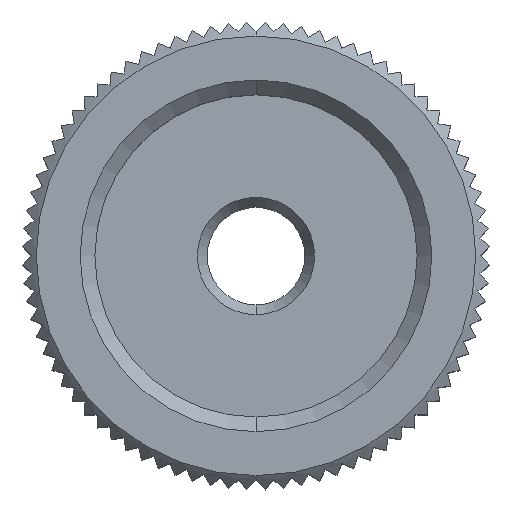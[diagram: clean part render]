
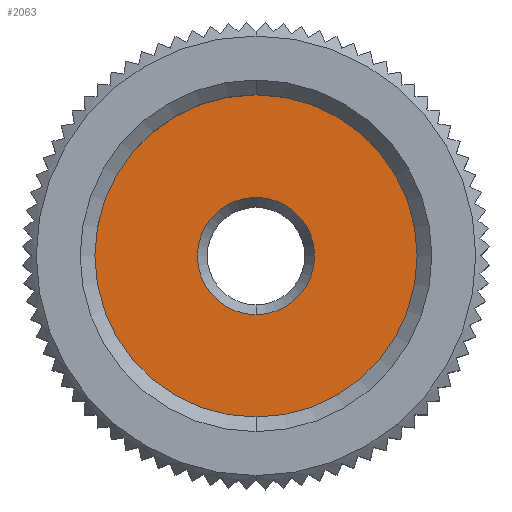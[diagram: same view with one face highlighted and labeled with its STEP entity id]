
A CAD part, top view. The second image highlights one B-rep face of the part: STEP entity #2063.
In plain terms, the highlighted planar face has unit normal (0, 0, 1).
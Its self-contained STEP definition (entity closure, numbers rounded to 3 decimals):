
#1213=VERTEX_POINT('',#3356);
#1785=EDGE_CURVE('',#1213,#2507,#3985,.T.);
#2011=VERTEX_POINT('',#4231);
#2063=ADVANCED_FACE('',(#4287,#4288),#4289,.T.);
#2247=EDGE_CURVE('',#2011,#2713,#4489,.T.);
#2403=EDGE_CURVE('',#2507,#1213,#4660,.T.);
#2507=VERTEX_POINT('',#4772);
#2713=VERTEX_POINT('',#4993);
#2775=EDGE_CURVE('',#2713,#2011,#5061,.T.);
#3356=CARTESIAN_POINT('',(0.,3.,8.));
#3985=CIRCLE('',#7417,3.0);
#4231=CARTESIAN_POINT('',(0.,-8.25,8.));
#4287=FACE_BOUND('',#8219,.T.);
#4288=FACE_OUTER_BOUND('',#8220,.T.);
#4289=PLANE('',#8221);
#4489=CIRCLE('',#8734,8.25);
#4660=CIRCLE('',#9252,3.0);
#4772=CARTESIAN_POINT('',(0.,-3.,8.));
#4993=CARTESIAN_POINT('',(0.,8.25,8.));
#5061=CIRCLE('',#10259,8.25);
#7417=AXIS2_PLACEMENT_3D('',#12349,#12350,#12351);
#8219=EDGE_LOOP('',(#12575,#12576));
#8220=EDGE_LOOP('',(#12577,#12578));
#8221=AXIS2_PLACEMENT_3D('',#12579,#12580,#12581);
#8734=AXIS2_PLACEMENT_3D('',#12723,#12724,#12725);
#9252=AXIS2_PLACEMENT_3D('',#12864,#12865,#12866);
#10259=AXIS2_PLACEMENT_3D('',#13154,#13155,#13156);
#12349=CARTESIAN_POINT('',(0.,0.,8.));
#12350=DIRECTION('',(0.,0.,1.0));
#12351=DIRECTION('',(0.,-1.0,0.));
#12575=ORIENTED_EDGE('',*,*,#2403,.F.);
#12576=ORIENTED_EDGE('',*,*,#1785,.F.);
#12577=ORIENTED_EDGE('',*,*,#2247,.T.);
#12578=ORIENTED_EDGE('',*,*,#2775,.T.);
#12579=CARTESIAN_POINT('',(0.,-5.625,8.));
#12580=DIRECTION('',(0.,0.,1.0));
#12581=DIRECTION('',(0.,-1.0,0.0));
#12723=CARTESIAN_POINT('',(0.,0.,8.));
#12724=DIRECTION('',(0.,0.,1.0));
#12725=DIRECTION('',(0.,-1.0,0.));
#12864=CARTESIAN_POINT('',(0.,0.,8.));
#12865=DIRECTION('',(0.,0.,1.0));
#12866=DIRECTION('',(0.,-1.0,0.));
#13154=CARTESIAN_POINT('',(0.,0.,8.));
#13155=DIRECTION('',(0.,0.,1.0));
#13156=DIRECTION('',(0.,-1.0,0.));
